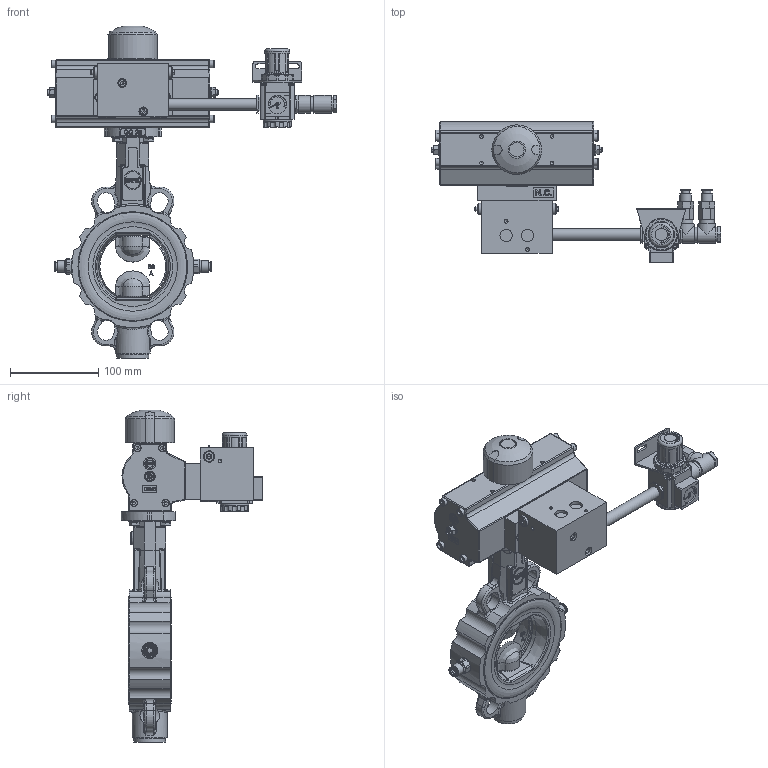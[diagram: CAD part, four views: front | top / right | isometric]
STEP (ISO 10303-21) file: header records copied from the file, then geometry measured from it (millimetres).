
FILE_DESCRIPTION((''),'2;1');
FILE_NAME('Z11Z-050-0153-5.stp','2013-07-24T07:58:03',('hellwig'),(''),'Autodesk Inventor 2011','Autodesk Inventor 2011','');
FILE_SCHEMA(('CONFIG_CONTROL_DESIGN'));
Length unit declared in the file: millimetre
Products named in the file (1): M25574_Konturvereinfachung_1
Bounding box: 328 x 160.5 x 375.6 mm (x, y, z)
Volume: 1502494.4 mm3; surface area: 380418.4 mm2
Topology: 3 solids, 68 shells, 3505 faces, 8647 edges, 5423 vertices
Faces by surface type: plane 1616, cylinder 855, bspline 476, cone 256, torus 196, sphere 106
Full cylindrical faces by diameter (mm): 0.8 x1, 1.7 x2, 2 x3, 2.75 x4, 3 x5, 4 x8, 4.134 x16, 4.2 x3, 4.917 x13, 5 x14, 5.05 x2, 5.459 x4, 5.5 x14, 6 x20, 6.4 x4, 6.6 x2, 7 x4, 8 x2, 8.2 x2, 8.5 x10, 8.7 x4, 8.75 x2, 9 x6, 10 x7, 11 x2, 11.3 x2, 11.445 x8, 11.5 x1, 12 x10, 12.7 x2
Entity records: 112533 total; most frequent: CARTESIAN_POINT 33348, ORIENTED_EDGE 15666, DIRECTION 14908, EDGE_CURVE 7833, AXIS2_PLACEMENT_3D 5575, VERTEX_POINT 5191, EDGE_LOOP 4340, VECTOR 3758
